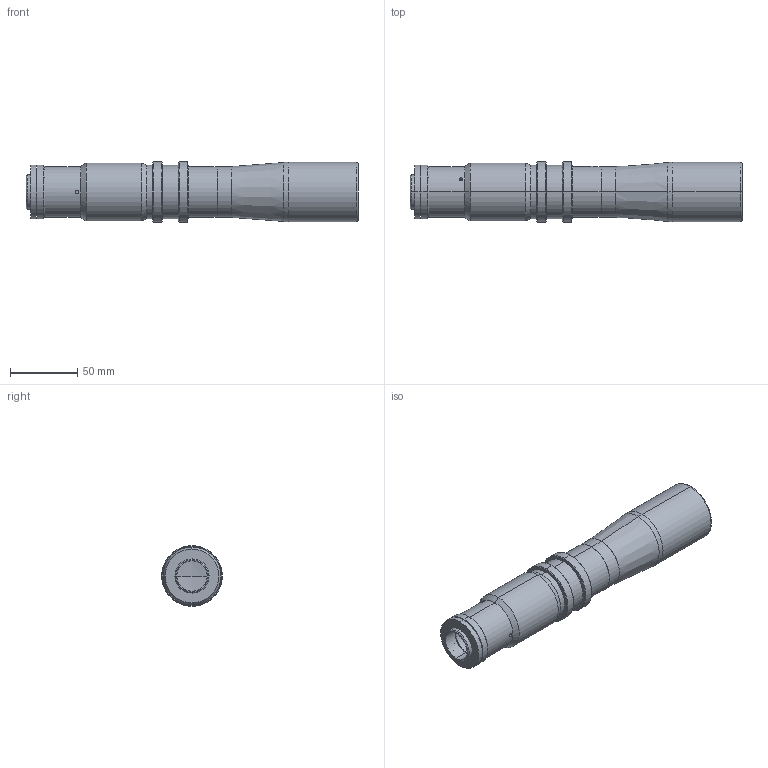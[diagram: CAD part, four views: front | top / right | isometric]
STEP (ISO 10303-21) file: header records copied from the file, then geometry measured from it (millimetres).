
FILE_DESCRIPTION (( 'STEP AP214' ), '1' );
FILE_NAME ('2M24_C.STEP', '2013-05-11T10:46:15', ( 'Work' ), ( '' ), 'SwSTEP 2.0', 'SolidWorks 2013', '' );
FILE_SCHEMA (( 'AUTOMOTIVE_DESIGN' ));
Length unit declared in the file: millimetre
Products named in the file (1): 2M24_C
Bounding box: 246.2 x 45 x 45 mm (x, y, z)
Surface area: 50592.2 mm2 (no closed solid volume)
Topology: 0 solids, 13 shells, 107 faces, 272 edges, 184 vertices
Faces by surface type: cylinder 50, cone 25, plane 24, torus 6, sphere 2
Entity records: 4761 total; most frequent: CARTESIAN_POINT 874, DIRECTION 635, ORIENTED_EDGE 458, AXIS2_PLACEMENT_3D 275, EDGE_CURVE 272, VERTEX_POINT 184, CIRCLE 167, EDGE_LOOP 138
